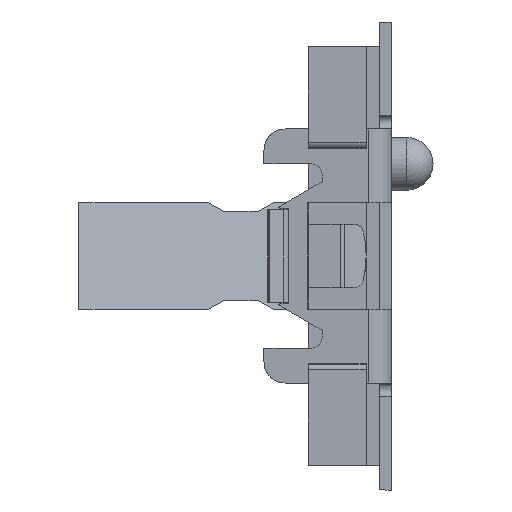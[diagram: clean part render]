
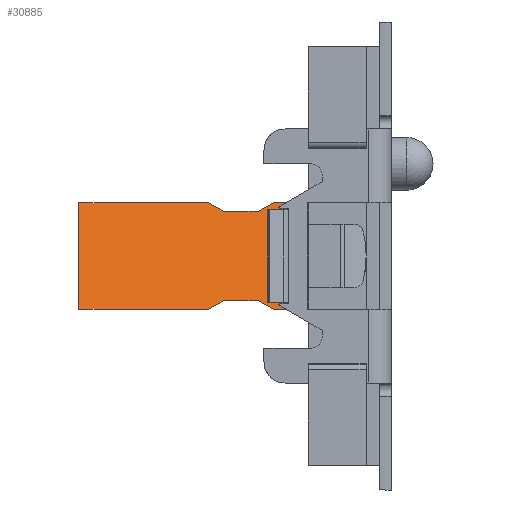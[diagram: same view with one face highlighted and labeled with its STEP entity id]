
A CAD part, left-side view. The second image highlights one B-rep face of the part: STEP entity #30885.
In plain terms, the highlighted planar face has unit normal (-0.94, 0, 0.342).
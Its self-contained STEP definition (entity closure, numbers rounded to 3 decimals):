
#638 = CARTESIAN_POINT ( 'NONE',  ( -10.688, 1.408, 0.635 ) ) ;
#828 = CARTESIAN_POINT ( 'NONE',  ( -11.15, 1.408, -0.635 ) ) ;
#1115 = CARTESIAN_POINT ( 'NONE',  ( -10.804, 3.138, 0.316 ) ) ;
#1367 = EDGE_CURVE ( 'NONE', #12065, #14662, #20788, .T. ) ;
#1625 = DIRECTION ( 'NONE',  ( 0.173, -0.863, 0.474 ) ) ;
#2329 = VERTEX_POINT ( 'NONE', #24245 ) ;
#2879 = VERTEX_POINT ( 'NONE', #32544 ) ;
#3132 = CARTESIAN_POINT ( 'NONE',  ( -11.15, 2.182, -0.635 ) ) ;
#3155 = CARTESIAN_POINT ( 'NONE',  ( -11.152, 3.727, -0.639 ) ) ;
#3269 = VERTEX_POINT ( 'NONE', #8104 ) ;
#3433 = ORIENTED_EDGE ( 'NONE', *, *, #16376, .F. ) ;
#3817 = ORIENTED_EDGE ( 'NONE', *, *, #31347, .T. ) ;
#4245 = DIRECTION ( 'NONE',  ( 0., -1., 0. ) ) ;
#4641 = ORIENTED_EDGE ( 'NONE', *, *, #9926, .T. ) ;
#5214 = EDGE_CURVE ( 'NONE', #12647, #2879, #19863, .T. ) ;
#5240 = LINE ( 'NONE', #28805, #6409 ) ;
#5512 = AXIS2_PLACEMENT_3D ( 'NONE', #25343, #9202, #31421 ) ;
#5767 = EDGE_CURVE ( 'NONE', #2879, #2329, #8131, .T. ) ;
#5809 = ORIENTED_EDGE ( 'NONE', *, *, #31200, .T. ) ;
#5907 = VERTEX_POINT ( 'NONE', #638 ) ;
#6409 = VECTOR ( 'NONE', #16211, 1000. ) ;
#6551 = DIRECTION ( 'NONE',  ( 0., 1., 0. ) ) ;
#6628 = CARTESIAN_POINT ( 'NONE',  ( -11.114, 1.59, -0.535 ) ) ;
#7482 = LINE ( 'NONE', #12404, #9624 ) ;
#7668 = VERTEX_POINT ( 'NONE', #21238 ) ;
#7682 = DIRECTION ( 'NONE',  ( 0., -1., 0. ) ) ;
#8104 = CARTESIAN_POINT ( 'NONE',  ( -11.15, 3.73, -0.635 ) ) ;
#8131 = LINE ( 'NONE', #35379, #10709 ) ;
#8426 = VECTOR ( 'NONE', #17568, 1000. ) ;
#8944 = LINE ( 'NONE', #22371, #16157 ) ;
#9121 = CARTESIAN_POINT ( 'NONE',  ( -10.724, 3.73, 0.535 ) ) ;
#9164 = LINE ( 'NONE', #1115, #8426 ) ;
#9202 = DIRECTION ( 'NONE',  ( 0.94, 0., -0.342 ) ) ;
#9300 = LINE ( 'NONE', #11481, #29650 ) ;
#9624 = VECTOR ( 'NONE', #1625, 1000. ) ;
#9669 = CARTESIAN_POINT ( 'NONE',  ( -11.15, 3.73, -0.635 ) ) ;
#9826 = ORIENTED_EDGE ( 'NONE', *, *, #1367, .T. ) ;
#9926 = EDGE_CURVE ( 'NONE', #5907, #12647, #11457, .T. ) ;
#9964 = VECTOR ( 'NONE', #25049, 1000. ) ;
#10709 = VECTOR ( 'NONE', #15867, 1000. ) ;
#10747 = CARTESIAN_POINT ( 'NONE',  ( -10.688, 3.73, 0.635 ) ) ;
#10829 = EDGE_LOOP ( 'NONE', ( #23684, #5809, #9826, #28643, #18531, #4641, #28665, #20131, #3433, #22743, #32896, #3817 ) ) ;
#10840 = EDGE_CURVE ( 'NONE', #5907, #7668, #19312, .T. ) ;
#11457 = LINE ( 'NONE', #3155, #28197 ) ;
#11481 = CARTESIAN_POINT ( 'NONE',  ( -11.15, 0.99, -0.635 ) ) ;
#12065 = VERTEX_POINT ( 'NONE', #828 ) ;
#12404 = CARTESIAN_POINT ( 'NONE',  ( -11.381, 3.336, -1.269 ) ) ;
#12647 = VERTEX_POINT ( 'NONE', #35227 ) ;
#12835 = VERTEX_POINT ( 'NONE', #14112 ) ;
#14112 = CARTESIAN_POINT ( 'NONE',  ( -10.688, 3.73, 0.635 ) ) ;
#14408 = PLANE ( 'NONE',  #5512 ) ;
#14662 = VERTEX_POINT ( 'NONE', #15146 ) ;
#15146 = CARTESIAN_POINT ( 'NONE',  ( -11.15, 0.99, -0.635 ) ) ;
#15410 = VERTEX_POINT ( 'NONE', #3132 ) ;
#15867 = DIRECTION ( 'NONE',  ( 0.173, 0.863, 0.474 ) ) ;
#16157 = VECTOR ( 'NONE', #17342, 1000. ) ;
#16211 = DIRECTION ( 'NONE',  ( 0.342, 0., 0.94 ) ) ;
#16376 = EDGE_CURVE ( 'NONE', #12835, #2329, #32433, .T. ) ;
#16560 = VECTOR ( 'NONE', #4245, 1000. ) ;
#17342 = DIRECTION ( 'NONE',  ( 0., -1., 0. ) ) ;
#17568 = DIRECTION ( 'NONE',  ( -0.173, -0.863, -0.474 ) ) ;
#17753 = VERTEX_POINT ( 'NONE', #33923 ) ;
#18531 = ORIENTED_EDGE ( 'NONE', *, *, #10840, .F. ) ;
#19267 = VECTOR ( 'NONE', #7682, 1000. ) ;
#19312 = LINE ( 'NONE', #10747, #29324 ) ;
#19863 = LINE ( 'NONE', #9121, #31378 ) ;
#20131 = ORIENTED_EDGE ( 'NONE', *, *, #5767, .T. ) ;
#20788 = LINE ( 'NONE', #32260, #19267 ) ;
#21238 = CARTESIAN_POINT ( 'NONE',  ( -10.688, 0.99, 0.635 ) ) ;
#21317 = CARTESIAN_POINT ( 'NONE',  ( -10.688, 3.73, 0.635 ) ) ;
#22371 = CARTESIAN_POINT ( 'NONE',  ( -11.114, 3.73, -0.535 ) ) ;
#22373 = DIRECTION ( 'NONE',  ( 0.342, 0., 0.94 ) ) ;
#22743 = ORIENTED_EDGE ( 'NONE', *, *, #26978, .F. ) ;
#23684 = ORIENTED_EDGE ( 'NONE', *, *, #26822, .T. ) ;
#24245 = CARTESIAN_POINT ( 'NONE',  ( -10.688, 2.182, 0.635 ) ) ;
#25049 = DIRECTION ( 'NONE',  ( 0., -1., 0. ) ) ;
#25343 = CARTESIAN_POINT ( 'NONE',  ( -11.15, 3.73, -0.635 ) ) ;
#26822 = EDGE_CURVE ( 'NONE', #17753, #29027, #8944, .T. ) ;
#26978 = EDGE_CURVE ( 'NONE', #3269, #12835, #5240, .T. ) ;
#27197 = DIRECTION ( 'NONE',  ( -0.173, 0.863, -0.474 ) ) ;
#27372 = DIRECTION ( 'NONE',  ( 0., -1., 0. ) ) ;
#28197 = VECTOR ( 'NONE', #27197, 1000. ) ;
#28643 = ORIENTED_EDGE ( 'NONE', *, *, #31540, .T. ) ;
#28665 = ORIENTED_EDGE ( 'NONE', *, *, #5214, .T. ) ;
#28805 = CARTESIAN_POINT ( 'NONE',  ( -11.15, 3.73, -0.635 ) ) ;
#29027 = VERTEX_POINT ( 'NONE', #6628 ) ;
#29324 = VECTOR ( 'NONE', #27372, 1000. ) ;
#29650 = VECTOR ( 'NONE', #22373, 1000. ) ;
#30885 = ADVANCED_FACE ( 'NONE', ( #33739 ), #14408, .F. ) ;
#31200 = EDGE_CURVE ( 'NONE', #29027, #12065, #9164, .T. ) ;
#31347 = EDGE_CURVE ( 'NONE', #15410, #17753, #7482, .T. ) ;
#31378 = VECTOR ( 'NONE', #6551, 1000. ) ;
#31421 = DIRECTION ( 'NONE',  ( -0.342, 0., -0.94 ) ) ;
#31540 = EDGE_CURVE ( 'NONE', #14662, #7668, #9300, .T. ) ;
#32260 = CARTESIAN_POINT ( 'NONE',  ( -11.15, 3.73, -0.635 ) ) ;
#32433 = LINE ( 'NONE', #21317, #9964 ) ;
#32544 = CARTESIAN_POINT ( 'NONE',  ( -10.724, 2., 0.535 ) ) ;
#32877 = EDGE_CURVE ( 'NONE', #3269, #15410, #34181, .T. ) ;
#32896 = ORIENTED_EDGE ( 'NONE', *, *, #32877, .T. ) ;
#33739 = FACE_OUTER_BOUND ( 'NONE', #10829, .T. ) ;
#33923 = CARTESIAN_POINT ( 'NONE',  ( -11.114, 2., -0.535 ) ) ;
#34181 = LINE ( 'NONE', #9669, #16560 ) ;
#35227 = CARTESIAN_POINT ( 'NONE',  ( -10.724, 1.59, 0.535 ) ) ;
#35379 = CARTESIAN_POINT ( 'NONE',  ( -10.575, 2.747, 0.945 ) ) ;
